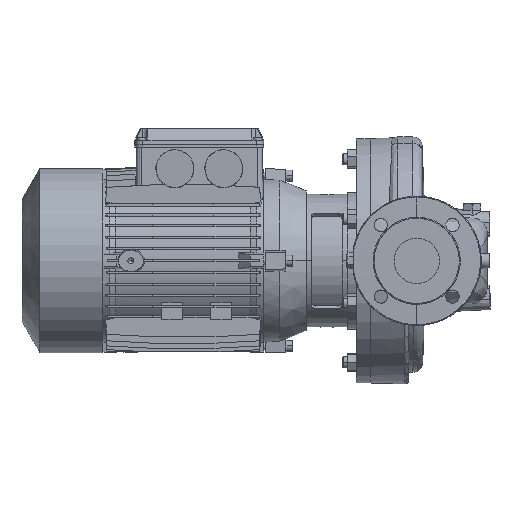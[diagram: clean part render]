
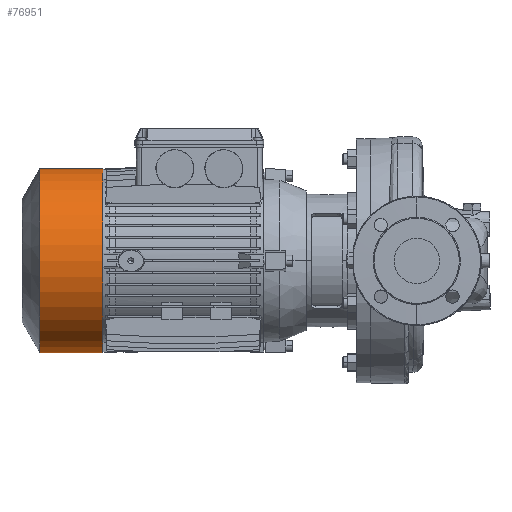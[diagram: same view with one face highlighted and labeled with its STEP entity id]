
A CAD part, left-side view. The second image highlights one B-rep face of the part: STEP entity #76951.
In plain terms, the highlighted cylindrical face has radius 132 mm (diameter 264 mm), a partial arc.
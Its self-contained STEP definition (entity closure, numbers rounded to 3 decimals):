
#2103 = AXIS2_PLACEMENT_3D ( 'NONE', #80371, #35213, #26156 ) ;
#3205 = VERTEX_POINT ( 'NONE', #69419 ) ;
#5943 = VERTEX_POINT ( 'NONE', #20567 ) ;
#7405 = FACE_OUTER_BOUND ( 'NONE', #78617, .T. ) ;
#10148 = DIRECTION ( 'NONE',  ( 0., -1., 0. ) ) ;
#10592 = CARTESIAN_POINT ( 'NONE',  ( 0., 0., -205.308 ) ) ;
#10705 = LINE ( 'NONE', #134959, #104539 ) ;
#10744 = CARTESIAN_POINT ( 'NONE',  ( 0., -132., -115. ) ) ;
#20567 = CARTESIAN_POINT ( 'NONE',  ( 0., 132., -115. ) ) ;
#26156 = DIRECTION ( 'NONE',  ( 0., -1., 0. ) ) ;
#27190 = LINE ( 'NONE', #28568, #82481 ) ;
#28568 = CARTESIAN_POINT ( 'NONE',  ( 0., 132., -229.5 ) ) ;
#31645 = CYLINDRICAL_SURFACE ( 'NONE', #60720, 132. ) ;
#32132 = ORIENTED_EDGE ( 'NONE', *, *, #97793, .F. ) ;
#34424 = VERTEX_POINT ( 'NONE', #10744 ) ;
#35213 = DIRECTION ( 'NONE',  ( 0., 0., 1. ) ) ;
#52488 = ORIENTED_EDGE ( 'NONE', *, *, #103420, .F. ) ;
#56273 = CIRCLE ( 'NONE', #109613, 132. ) ;
#56739 = CARTESIAN_POINT ( 'NONE',  ( 0., -132., -205.308 ) ) ;
#58583 = ORIENTED_EDGE ( 'NONE', *, *, #136972, .T. ) ;
#60642 = DIRECTION ( 'NONE',  ( 0., 0., 1. ) ) ;
#60720 = AXIS2_PLACEMENT_3D ( 'NONE', #94954, #125586, #10148 ) ;
#62264 = VERTEX_POINT ( 'NONE', #56739 ) ;
#63272 = DIRECTION ( 'NONE',  ( 0., 0., 1. ) ) ;
#69419 = CARTESIAN_POINT ( 'NONE',  ( 0., 132., -205.308 ) ) ;
#76951 = ADVANCED_FACE ( 'NONE', ( #7405 ), #31645, .T. ) ;
#78617 = EDGE_LOOP ( 'NONE', ( #52488, #58583, #82257, #32132 ) ) ;
#80371 = CARTESIAN_POINT ( 'NONE',  ( 0., 0., -115. ) ) ;
#82257 = ORIENTED_EDGE ( 'NONE', *, *, #106025, .T. ) ;
#82481 = VECTOR ( 'NONE', #132918, 1000. ) ;
#94954 = CARTESIAN_POINT ( 'NONE',  ( 0., 0., -229.5 ) ) ;
#97793 = EDGE_CURVE ( 'NONE', #5943, #34424, #122005, .T. ) ;
#103420 = EDGE_CURVE ( 'NONE', #3205, #5943, #27190, .T. ) ;
#104539 = VECTOR ( 'NONE', #63272, 1000. ) ;
#106025 = EDGE_CURVE ( 'NONE', #62264, #34424, #10705, .T. ) ;
#109613 = AXIS2_PLACEMENT_3D ( 'NONE', #10592, #60642, #136457 ) ;
#122005 = CIRCLE ( 'NONE', #2103, 132. ) ;
#125586 = DIRECTION ( 'NONE',  ( 0., 0., 1. ) ) ;
#132918 = DIRECTION ( 'NONE',  ( 0., 0., 1. ) ) ;
#134959 = CARTESIAN_POINT ( 'NONE',  ( 0., -132., -229.5 ) ) ;
#136457 = DIRECTION ( 'NONE',  ( 0., -1., 0. ) ) ;
#136972 = EDGE_CURVE ( 'NONE', #3205, #62264, #56273, .T. ) ;
